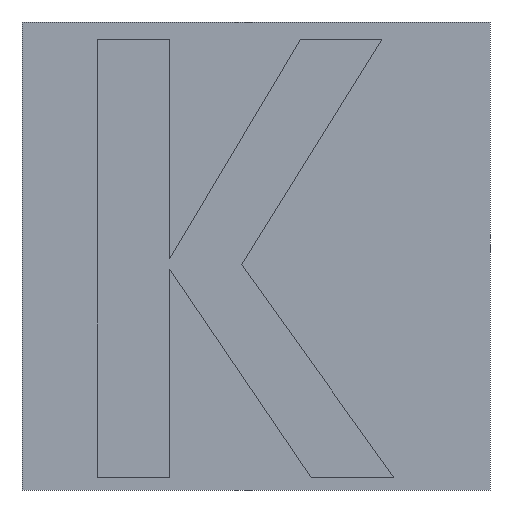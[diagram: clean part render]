
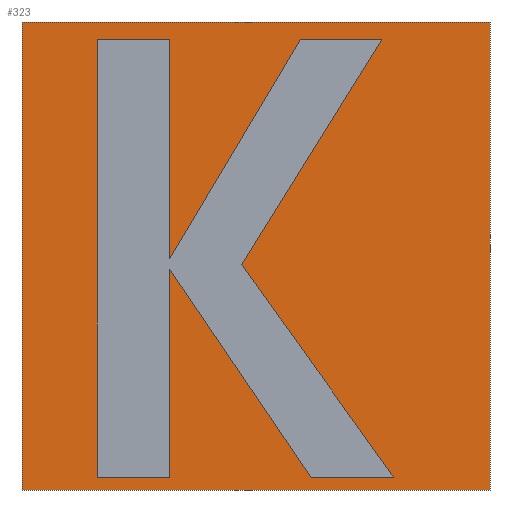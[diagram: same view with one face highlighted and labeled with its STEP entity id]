
A CAD part, front view. The second image highlights one B-rep face of the part: STEP entity #323.
In plain terms, the highlighted planar face has unit normal (0, -1, 0).
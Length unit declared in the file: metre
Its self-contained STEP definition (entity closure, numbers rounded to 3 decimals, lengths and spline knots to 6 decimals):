
#12=ORIENTED_EDGE('',*,*,#102,.F.);
#13=ORIENTED_EDGE('',*,*,#103,.T.);
#14=ORIENTED_EDGE('',*,*,#104,.T.);
#15=ORIENTED_EDGE('',*,*,#105,.F.);
#16=ORIENTED_EDGE('',*,*,#106,.T.);
#17=ORIENTED_EDGE('',*,*,#107,.T.);
#18=ORIENTED_EDGE('',*,*,#108,.T.);
#19=ORIENTED_EDGE('',*,*,#109,.T.);
#20=ORIENTED_EDGE('',*,*,#110,.T.);
#21=ORIENTED_EDGE('',*,*,#111,.T.);
#22=ORIENTED_EDGE('',*,*,#112,.T.);
#23=ORIENTED_EDGE('',*,*,#113,.T.);
#24=ORIENTED_EDGE('',*,*,#114,.T.);
#25=ORIENTED_EDGE('',*,*,#115,.T.);
#26=ORIENTED_EDGE('',*,*,#116,.T.);
#102=EDGE_CURVE('',#147,#148,#177,.T.);
#103=EDGE_CURVE('',#147,#149,#178,.T.);
#104=EDGE_CURVE('',#149,#150,#179,.T.);
#105=EDGE_CURVE('',#148,#150,#180,.T.);
#106=EDGE_CURVE('',#151,#152,#181,.T.);
#107=EDGE_CURVE('',#152,#153,#182,.T.);
#108=EDGE_CURVE('',#153,#154,#183,.T.);
#109=EDGE_CURVE('',#154,#155,#184,.T.);
#110=EDGE_CURVE('',#155,#156,#185,.T.);
#111=EDGE_CURVE('',#156,#157,#186,.T.);
#112=EDGE_CURVE('',#157,#158,#187,.T.);
#113=EDGE_CURVE('',#158,#159,#188,.T.);
#114=EDGE_CURVE('',#159,#160,#189,.T.);
#115=EDGE_CURVE('',#160,#161,#190,.T.);
#116=EDGE_CURVE('',#161,#151,#191,.T.);
#147=VERTEX_POINT('',#458);
#148=VERTEX_POINT('',#459);
#149=VERTEX_POINT('',#461);
#150=VERTEX_POINT('',#463);
#151=VERTEX_POINT('',#466);
#152=VERTEX_POINT('',#467);
#153=VERTEX_POINT('',#469);
#154=VERTEX_POINT('',#471);
#155=VERTEX_POINT('',#473);
#156=VERTEX_POINT('',#475);
#157=VERTEX_POINT('',#477);
#158=VERTEX_POINT('',#479);
#159=VERTEX_POINT('',#481);
#160=VERTEX_POINT('',#483);
#161=VERTEX_POINT('',#485);
#177=LINE('',#457,#222);
#178=LINE('',#460,#223);
#179=LINE('',#462,#224);
#180=LINE('',#464,#225);
#181=LINE('',#465,#226);
#182=LINE('',#468,#227);
#183=LINE('',#470,#228);
#184=LINE('',#472,#229);
#185=LINE('',#474,#230);
#186=LINE('',#476,#231);
#187=LINE('',#478,#232);
#188=LINE('',#480,#233);
#189=LINE('',#482,#234);
#190=LINE('',#484,#235);
#191=LINE('',#486,#236);
#222=VECTOR('',#376,1.);
#223=VECTOR('',#377,1.);
#224=VECTOR('',#378,1.);
#225=VECTOR('',#379,1.);
#226=VECTOR('',#380,1.);
#227=VECTOR('',#381,1.);
#228=VECTOR('',#382,1.);
#229=VECTOR('',#383,1.);
#230=VECTOR('',#384,1.);
#231=VECTOR('',#385,1.);
#232=VECTOR('',#386,1.);
#233=VECTOR('',#387,1.);
#234=VECTOR('',#388,1.);
#235=VECTOR('',#389,1.);
#236=VECTOR('',#390,1.);
#267=EDGE_LOOP('',(#12,#13,#14,#15));
#268=EDGE_LOOP('',(#16,#17,#18,#19,#20,#21,#22,#23,#24,#25,#26));
#286=FACE_BOUND('',#267,.T.);
#287=FACE_BOUND('',#268,.T.);
#305=PLANE('',#354);
#323=ADVANCED_FACE('',(#286,#287),#305,.T.);
#354=AXIS2_PLACEMENT_3D('',#456,#374,#375);
#374=DIRECTION('',(0.,-1.,0.));
#375=DIRECTION('',(1.,0.,0.));
#376=DIRECTION('',(1.,0.,0.));
#377=DIRECTION('',(0.,0.,-1.));
#378=DIRECTION('',(1.,0.,0.));
#379=DIRECTION('',(0.,0.,-1.));
#380=DIRECTION('',(1.,0.,0.));
#381=DIRECTION('',(-0.529,0.,-0.849));
#382=DIRECTION('',(0.582,0.,-0.813));
#383=DIRECTION('',(-1.,0.,0.));
#384=DIRECTION('',(-0.562,0.,0.827));
#385=DIRECTION('',(0.,0.,-1.));
#386=DIRECTION('',(-1.,0.,0.));
#387=DIRECTION('',(0.,0.,1.));
#388=DIRECTION('',(1.,0.,0.));
#389=DIRECTION('',(0.,0.,-1.));
#390=DIRECTION('',(0.512,0.,0.859));
#456=CARTESIAN_POINT('',(0.,-0.004,0.));
#457=CARTESIAN_POINT('',(0.,-0.004,0.0095));
#458=CARTESIAN_POINT('',(-0.0095,-0.004,0.0095));
#459=CARTESIAN_POINT('',(0.0095,-0.004,0.0095));
#460=CARTESIAN_POINT('',(-0.0095,-0.004,0.));
#461=CARTESIAN_POINT('',(-0.0095,-0.004,-0.0095));
#462=CARTESIAN_POINT('',(0.,-0.004,-0.0095));
#463=CARTESIAN_POINT('',(0.0095,-0.004,-0.0095));
#464=CARTESIAN_POINT('',(0.0095,-0.004,0.));
#465=CARTESIAN_POINT('',(0.003459,-0.004,0.008792));
#466=CARTESIAN_POINT('',(0.001807,-0.004,0.008792));
#467=CARTESIAN_POINT('',(0.005111,-0.004,0.008792));
#468=CARTESIAN_POINT('',(0.002264,-0.004,0.004223));
#469=CARTESIAN_POINT('',(-0.000582,-0.004,-0.000347));
#470=CARTESIAN_POINT('',(0.002505,-0.004,-0.004666));
#471=CARTESIAN_POINT('',(0.005593,-0.004,-0.008985));
#472=CARTESIAN_POINT('',(0.003916,-0.004,-0.008985));
#473=CARTESIAN_POINT('',(0.002239,-0.004,-0.008985));
#474=CARTESIAN_POINT('',(-0.00063,-0.004,-0.004762));
#475=CARTESIAN_POINT('',(-0.0035,-0.004,-0.00054));
#476=CARTESIAN_POINT('',(-0.0035,-0.004,-0.004762));
#477=CARTESIAN_POINT('',(-0.0035,-0.004,-0.008985));
#478=CARTESIAN_POINT('',(-0.004972,-0.004,-0.008985));
#479=CARTESIAN_POINT('',(-0.006445,-0.004,-0.008985));
#480=CARTESIAN_POINT('',(-0.006445,-0.004,-0.000096));
#481=CARTESIAN_POINT('',(-0.006445,-0.004,0.008792));
#482=CARTESIAN_POINT('',(-0.004972,-0.004,0.008792));
#483=CARTESIAN_POINT('',(-0.0035,-0.004,0.008792));
#484=CARTESIAN_POINT('',(-0.0035,-0.004,0.004342));
#485=CARTESIAN_POINT('',(-0.0035,-0.004,-0.000108));
#486=CARTESIAN_POINT('',(-0.000847,-0.004,0.004342));
